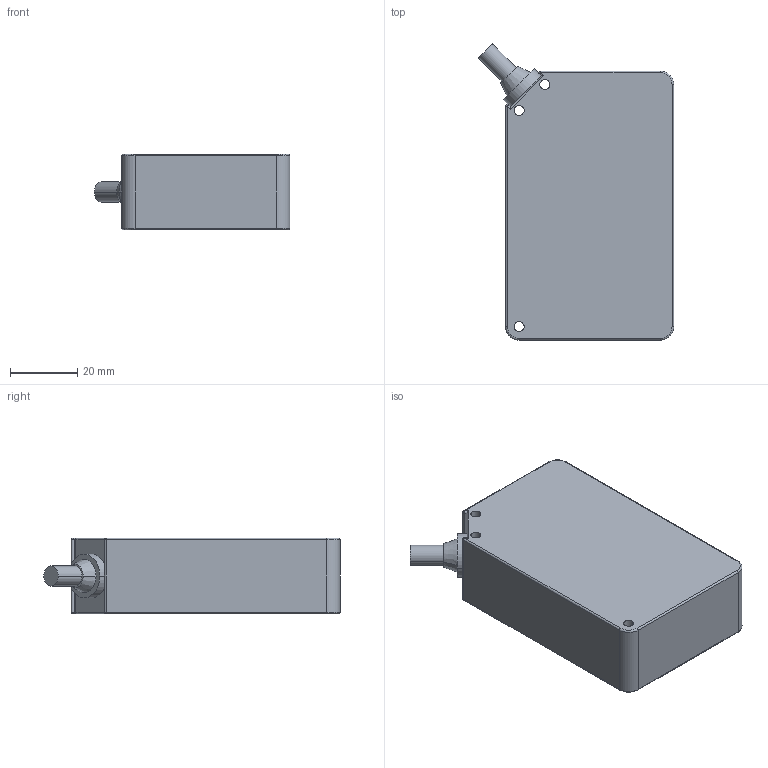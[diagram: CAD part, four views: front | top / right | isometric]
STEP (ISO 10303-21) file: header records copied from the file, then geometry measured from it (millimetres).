
FILE_DESCRIPTION((''),'2;1');
FILE_NAME('VB12_F403059A','2006-10-19T',('Pepperl+Fuchs'),('IndustrieHansa'),'PRO/ENGINEER BY PARAMETRIC TECHNOLOGY CORPORATION, 2006200','PRO/ENGINEER BY PARAMETRIC TECHNOLOGY CORPORATION, 2006200','');
FILE_SCHEMA(('AUTOMOTIVE_DESIGN_CC2 { 1 2 10303 214 -1 1 5 2 }'));
Length unit declared in the file: millimetre
Products named in the file (1): VB12_F403059A
Bounding box: 58.13 x 88.13 x 22.5 mm (x, y, z)
Volume: 88622.5 mm3; surface area: 14360.3 mm2
Topology: 1 solids, 1 shells, 54 faces, 126 edges, 80 vertices
Faces by surface type: cylinder 29, plane 13, torus 6, sphere 4, cone 2
Entity records: 2064 total; most frequent: DIRECTION 292, CARTESIAN_POINT 281, ORIENTED_EDGE 236, PRESENTATION_STYLE_ASSIGNMENT 139, STYLED_ITEM 136, CURVE_STYLE 128, EDGE_CURVE 118, AXIS2_PLACEMENT_3D 115
